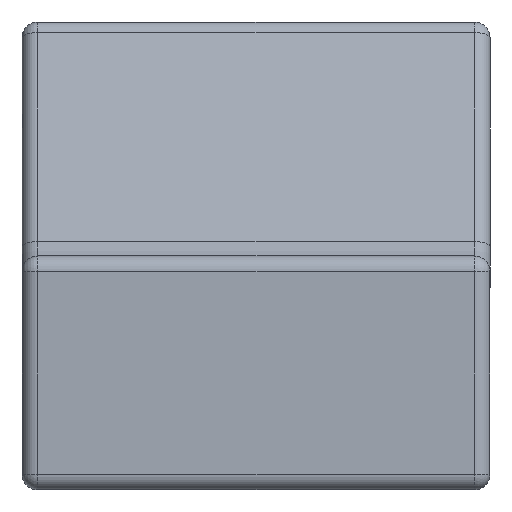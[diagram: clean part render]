
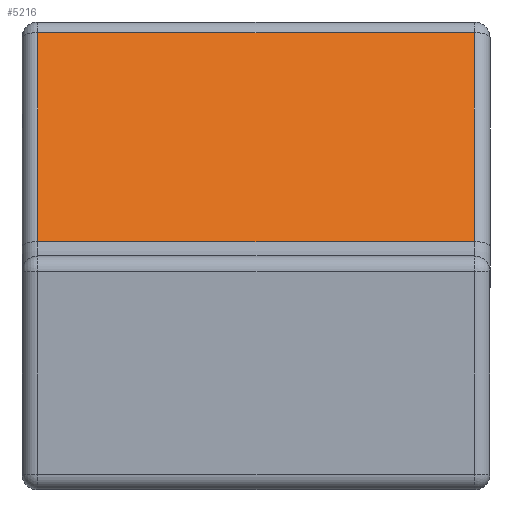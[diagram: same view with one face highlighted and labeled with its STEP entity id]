
A CAD part, left-side view. The second image highlights one B-rep face of the part: STEP entity #5216.
In plain terms, the highlighted planar face has unit normal (-0.949, 0, 0.316).
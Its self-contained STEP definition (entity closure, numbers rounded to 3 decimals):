
#4161 = CYLINDRICAL_SURFACE('',#4162,0.027);
#4162 = AXIS2_PLACEMENT_3D('',#4163,#4164,#4165);
#4163 = CARTESIAN_POINT('',(-0.446,0.373,0.016)
  );
#4164 = DIRECTION('',(0.316,0.,0.949));
#4165 = DIRECTION('',(0.,1.,0.));
#4488 = VERTEX_POINT('',#4489);
#4489 = CARTESIAN_POINT('',(-0.472,0.373,0.025)
  );
#4526 = CYLINDRICAL_SURFACE('',#4527,0.16);
#4527 = AXIS2_PLACEMENT_3D('',#4528,#4529,#4530);
#4528 = CARTESIAN_POINT('',(-0.32,-0.4,-0.026));
#4529 = DIRECTION('',(0.,1.,0.));
#4530 = DIRECTION('',(-1.,0.,0.));
#4620 = EDGE_CURVE('',#4488,#4621,#4623,.T.);
#4621 = VERTEX_POINT('',#4622);
#4622 = CARTESIAN_POINT('',(-0.353,0.373,0.382));
#4623 = SURFACE_CURVE('',#4624,(#4628,#4635),.PCURVE_S1.);
#4624 = LINE('',#4625,#4626);
#4625 = CARTESIAN_POINT('',(-0.472,0.373,0.025)
  );
#4626 = VECTOR('',#4627,1.);
#4627 = DIRECTION('',(0.316,0.,0.949));
#4628 = PCURVE('',#4161,#4629);
#4629 = DEFINITIONAL_REPRESENTATION('',(#4630),#4634);
#4630 = LINE('',#4631,#4632);
#4631 = CARTESIAN_POINT('',(1.571,0.));
#4632 = VECTOR('',#4633,1.);
#4633 = DIRECTION('',(0.,1.));
#4634 = ( GEOMETRIC_REPRESENTATION_CONTEXT(2) 
PARAMETRIC_REPRESENTATION_CONTEXT() REPRESENTATION_CONTEXT('2D SPACE',''
  ) );
#4635 = PCURVE('',#4636,#4641);
#4636 = PLANE('',#4637);
#4637 = AXIS2_PLACEMENT_3D('',#4638,#4639,#4640);
#4638 = CARTESIAN_POINT('',(-0.413,-0.4,0.2));
#4639 = DIRECTION('',(-0.949,0.,0.316));
#4640 = DIRECTION('',(-0.,-1.,-0.));
#4641 = DEFINITIONAL_REPRESENTATION('',(#4642),#4646);
#4642 = LINE('',#4643,#4644);
#4643 = CARTESIAN_POINT('',(-0.773,-0.185));
#4644 = VECTOR('',#4645,1.);
#4645 = DIRECTION('',(-0.,1.));
#4646 = ( GEOMETRIC_REPRESENTATION_CONTEXT(2) 
PARAMETRIC_REPRESENTATION_CONTEXT() REPRESENTATION_CONTEXT('2D SPACE',''
  ) );
#5091 = VERTEX_POINT('',#5092);
#5092 = CARTESIAN_POINT('',(-0.472,-0.373,
    0.025));
#5119 = EDGE_CURVE('',#5091,#4488,#5120,.T.);
#5120 = SURFACE_CURVE('',#5121,(#5125,#5132),.PCURVE_S1.);
#5121 = LINE('',#5122,#5123);
#5122 = CARTESIAN_POINT('',(-0.472,-0.4,
    0.025));
#5123 = VECTOR('',#5124,1.);
#5124 = DIRECTION('',(0.,1.,0.));
#5125 = PCURVE('',#4526,#5126);
#5126 = DEFINITIONAL_REPRESENTATION('',(#5127),#5131);
#5127 = LINE('',#5128,#5129);
#5128 = CARTESIAN_POINT('',(0.322,0.));
#5129 = VECTOR('',#5130,1.);
#5130 = DIRECTION('',(0.,1.));
#5131 = ( GEOMETRIC_REPRESENTATION_CONTEXT(2) 
PARAMETRIC_REPRESENTATION_CONTEXT() REPRESENTATION_CONTEXT('2D SPACE',''
  ) );
#5132 = PCURVE('',#4636,#5133);
#5133 = DEFINITIONAL_REPRESENTATION('',(#5134),#5138);
#5134 = LINE('',#5135,#5136);
#5135 = CARTESIAN_POINT('',(-0.,-0.185));
#5136 = VECTOR('',#5137,1.);
#5137 = DIRECTION('',(-1.,0.));
#5138 = ( GEOMETRIC_REPRESENTATION_CONTEXT(2) 
PARAMETRIC_REPRESENTATION_CONTEXT() REPRESENTATION_CONTEXT('2D SPACE',''
  ) );
#5216 = ADVANCED_FACE('',(#5217),#4636,.T.);
#5217 = FACE_BOUND('',#5218,.F.);
#5218 = EDGE_LOOP('',(#5219,#5220,#5221,#5249));
#5219 = ORIENTED_EDGE('',*,*,#5119,.T.);
#5220 = ORIENTED_EDGE('',*,*,#4620,.T.);
#5221 = ORIENTED_EDGE('',*,*,#5222,.F.);
#5222 = EDGE_CURVE('',#5223,#4621,#5225,.T.);
#5223 = VERTEX_POINT('',#5224);
#5224 = CARTESIAN_POINT('',(-0.353,-0.373,
    0.382));
#5225 = SURFACE_CURVE('',#5226,(#5230,#5237),.PCURVE_S1.);
#5226 = LINE('',#5227,#5228);
#5227 = CARTESIAN_POINT('',(-0.353,-0.4,
    0.382));
#5228 = VECTOR('',#5229,1.);
#5229 = DIRECTION('',(0.,1.,0.));
#5230 = PCURVE('',#4636,#5231);
#5231 = DEFINITIONAL_REPRESENTATION('',(#5232),#5236);
#5232 = LINE('',#5233,#5234);
#5233 = CARTESIAN_POINT('',(-0.,0.192));
#5234 = VECTOR('',#5235,1.);
#5235 = DIRECTION('',(-1.,0.));
#5236 = ( GEOMETRIC_REPRESENTATION_CONTEXT(2) 
PARAMETRIC_REPRESENTATION_CONTEXT() REPRESENTATION_CONTEXT('2D SPACE',''
  ) );
#5237 = PCURVE('',#5238,#5243);
#5238 = CYLINDRICAL_SURFACE('',#5239,0.027);
#5239 = AXIS2_PLACEMENT_3D('',#5240,#5241,#5242);
#5240 = CARTESIAN_POINT('',(-0.327,-0.4,0.373));
#5241 = DIRECTION('',(0.,1.,0.));
#5242 = DIRECTION('',(-0.949,0.,0.316));
#5243 = DEFINITIONAL_REPRESENTATION('',(#5244),#5248);
#5244 = LINE('',#5245,#5246);
#5245 = CARTESIAN_POINT('',(0.,0.));
#5246 = VECTOR('',#5247,1.);
#5247 = DIRECTION('',(0.,1.));
#5248 = ( GEOMETRIC_REPRESENTATION_CONTEXT(2) 
PARAMETRIC_REPRESENTATION_CONTEXT() REPRESENTATION_CONTEXT('2D SPACE',''
  ) );
#5249 = ORIENTED_EDGE('',*,*,#5250,.F.);
#5250 = EDGE_CURVE('',#5091,#5223,#5251,.T.);
#5251 = SURFACE_CURVE('',#5252,(#5256,#5263),.PCURVE_S1.);
#5252 = LINE('',#5253,#5254);
#5253 = CARTESIAN_POINT('',(-0.472,-0.373,
    0.025));
#5254 = VECTOR('',#5255,1.);
#5255 = DIRECTION('',(0.316,0.,0.949));
#5256 = PCURVE('',#4636,#5257);
#5257 = DEFINITIONAL_REPRESENTATION('',(#5258),#5262);
#5258 = LINE('',#5259,#5260);
#5259 = CARTESIAN_POINT('',(-0.027,-0.185));
#5260 = VECTOR('',#5261,1.);
#5261 = DIRECTION('',(-0.,1.));
#5262 = ( GEOMETRIC_REPRESENTATION_CONTEXT(2) 
PARAMETRIC_REPRESENTATION_CONTEXT() REPRESENTATION_CONTEXT('2D SPACE',''
  ) );
#5263 = PCURVE('',#5264,#5269);
#5264 = CYLINDRICAL_SURFACE('',#5265,0.027);
#5265 = AXIS2_PLACEMENT_3D('',#5266,#5267,#5268);
#5266 = CARTESIAN_POINT('',(-0.446,-0.373,
    0.016));
#5267 = DIRECTION('',(0.316,0.,0.949));
#5268 = DIRECTION('',(-0.949,0.,0.316));
#5269 = DEFINITIONAL_REPRESENTATION('',(#5270),#5274);
#5270 = LINE('',#5271,#5272);
#5271 = CARTESIAN_POINT('',(0.,0.));
#5272 = VECTOR('',#5273,1.);
#5273 = DIRECTION('',(0.,1.));
#5274 = ( GEOMETRIC_REPRESENTATION_CONTEXT(2) 
PARAMETRIC_REPRESENTATION_CONTEXT() REPRESENTATION_CONTEXT('2D SPACE',''
  ) );
